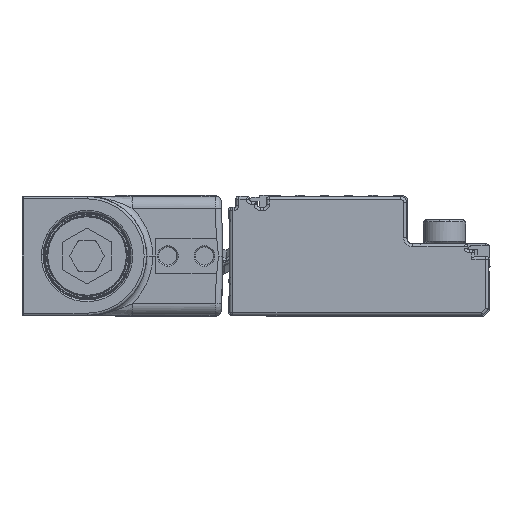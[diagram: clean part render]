
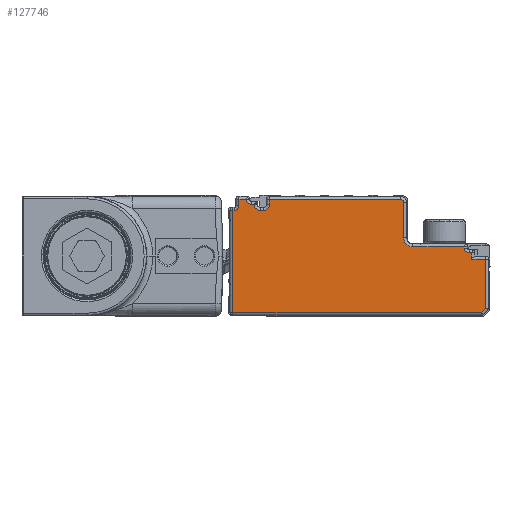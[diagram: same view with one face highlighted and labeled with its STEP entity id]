
A CAD part, left-side view. The second image highlights one B-rep face of the part: STEP entity #127746.
In plain terms, the highlighted planar face has unit normal (-1, 0, 0).
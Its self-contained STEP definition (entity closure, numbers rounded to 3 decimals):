
#125565=AXIS2_PLACEMENT_3D('Circle Axis2P3D',#125563,#125564,$) ;
#125636=AXIS2_PLACEMENT_3D('Circle Axis2P3D',#125634,#125635,$) ;
#125740=AXIS2_PLACEMENT_3D('Circle Axis2P3D',#125738,#125739,$) ;
#127640=AXIS2_PLACEMENT_3D('Plane Axis2P3D',#127637,#127638,#127639) ;
#127651=AXIS2_PLACEMENT_3D('Circle Axis2P3D',#127649,#127650,$) ;
#127672=AXIS2_PLACEMENT_3D('Circle Axis2P3D',#127670,#127671,$) ;
#127686=AXIS2_PLACEMENT_3D('Circle Axis2P3D',#127684,#127685,$) ;
#127705=AXIS2_PLACEMENT_3D('Circle Axis2P3D',#127703,#127704,$) ;
#125193=CARTESIAN_POINT('Vertex',(-378.,42.3,-7.3)) ;
#125216=CARTESIAN_POINT('Vertex',(-378.,1.407,-7.3)) ;
#125219=CARTESIAN_POINT('Line Origine',(-378.,23.168,-7.3)) ;
#125256=CARTESIAN_POINT('Vertex',(-378.,0.7,-6.593)) ;
#125259=CARTESIAN_POINT('Line Origine',(-378.,-1.246,-4.646)) ;
#125505=CARTESIAN_POINT('Line Origine',(-378.,21.5,11.3)) ;
#125509=CARTESIAN_POINT('Vertex',(-378.,40.1,11.3)) ;
#125511=CARTESIAN_POINT('Vertex',(-378.,41.3,11.3)) ;
#125563=CARTESIAN_POINT('Axis2P3D Location',(-378.,39.3,11.3)) ;
#125567=CARTESIAN_POINT('Vertex',(-378.,39.3,10.5)) ;
#125600=CARTESIAN_POINT('Vertex',(-378.,14.2,10.8)) ;
#125603=CARTESIAN_POINT('Line Origine',(-378.,14.2,2.)) ;
#125607=CARTESIAN_POINT('Vertex',(-378.,14.2,5.)) ;
#125634=CARTESIAN_POINT('Axis2P3D Location',(-378.,12.7,5.)) ;
#125638=CARTESIAN_POINT('Vertex',(-378.,12.7,3.5)) ;
#125666=CARTESIAN_POINT('Vertex',(-378.,4.2,3.5)) ;
#125674=CARTESIAN_POINT('Line Origine',(-378.,21.5,3.5)) ;
#125700=CARTESIAN_POINT('Line Origine',(-378.,4.2,2.)) ;
#125704=CARTESIAN_POINT('Vertex',(-378.,4.2,3.3)) ;
#125738=CARTESIAN_POINT('Axis2P3D Location',(-378.,3.4,3.3)) ;
#125742=CARTESIAN_POINT('Vertex',(-378.,3.4,2.5)) ;
#125770=CARTESIAN_POINT('Vertex',(-378.,3.,2.5)) ;
#125778=CARTESIAN_POINT('Line Origine',(-378.,21.5,2.5)) ;
#127594=CARTESIAN_POINT('Line Origine',(-378.,42.3,2.)) ;
#127598=CARTESIAN_POINT('Vertex',(-378.,42.3,9.5)) ;
#127622=CARTESIAN_POINT('Vertex',(-378.,0.7,1.5)) ;
#127625=CARTESIAN_POINT('Line Origine',(-378.,0.7,2.)) ;
#127637=CARTESIAN_POINT('Axis2P3D Location',(-378.,0.2,-7.8)) ;
#127642=CARTESIAN_POINT('Line Origine',(-378.,3.,2.)) ;
#127646=CARTESIAN_POINT('Vertex',(-378.,3.,1.5)) ;
#127649=CARTESIAN_POINT('Axis2P3D Location',(-378.,14.7,10.8)) ;
#127653=CARTESIAN_POINT('Vertex',(-378.,14.7,11.3)) ;
#127656=CARTESIAN_POINT('Line Origine',(-378.,25.5,11.3)) ;
#127660=CARTESIAN_POINT('Vertex',(-378.,36.3,11.3)) ;
#127663=CARTESIAN_POINT('Line Origine',(-378.,36.3,10.9)) ;
#127667=CARTESIAN_POINT('Vertex',(-378.,36.3,10.5)) ;
#127670=CARTESIAN_POINT('Axis2P3D Location',(-378.,37.3,10.5)) ;
#127674=CARTESIAN_POINT('Vertex',(-378.,37.3,9.5)) ;
#127677=CARTESIAN_POINT('Line Origine',(-378.,37.55,9.5)) ;
#127681=CARTESIAN_POINT('Vertex',(-378.,37.8,9.5)) ;
#127684=CARTESIAN_POINT('Axis2P3D Location',(-378.,37.8,10.5)) ;
#127688=CARTESIAN_POINT('Vertex',(-378.,38.8,10.5)) ;
#127691=CARTESIAN_POINT('Line Origine',(-378.,39.05,10.5)) ;
#127696=CARTESIAN_POINT('Line Origine',(-378.,41.3,10.8)) ;
#127700=CARTESIAN_POINT('Vertex',(-378.,41.3,10.3)) ;
#127703=CARTESIAN_POINT('Axis2P3D Location',(-378.,42.1,10.3)) ;
#127707=CARTESIAN_POINT('Vertex',(-378.,42.1,9.5)) ;
#127710=CARTESIAN_POINT('Line Origine',(-378.,42.2,9.5)) ;
#127715=CARTESIAN_POINT('Line Origine',(-378.,1.85,1.5)) ;
#125220=DIRECTION('Vector Direction',(0.,1.,0.)) ;
#125260=DIRECTION('Vector Direction',(0.,0.707,-0.707)) ;
#125506=DIRECTION('Vector Direction',(0.,-1.,0.)) ;
#125564=DIRECTION('Axis2P3D Direction',(1.,0.,0.)) ;
#125604=DIRECTION('Vector Direction',(0.,0.,-1.)) ;
#125635=DIRECTION('Axis2P3D Direction',(1.,0.,0.)) ;
#125675=DIRECTION('Vector Direction',(0.,-1.,0.)) ;
#125701=DIRECTION('Vector Direction',(0.,0.,1.)) ;
#125739=DIRECTION('Axis2P3D Direction',(1.,0.,0.)) ;
#125779=DIRECTION('Vector Direction',(0.,-1.,0.)) ;
#127595=DIRECTION('Vector Direction',(0.,0.,1.)) ;
#127626=DIRECTION('Vector Direction',(0.,0.,-1.)) ;
#127638=DIRECTION('Axis2P3D Direction',(-1.,0.,0.)) ;
#127639=DIRECTION('Axis2P3D XDirection',(0.,0.,1.)) ;
#127643=DIRECTION('Vector Direction',(0.,0.,1.)) ;
#127650=DIRECTION('Axis2P3D Direction',(-1.,0.,0.)) ;
#127657=DIRECTION('Vector Direction',(0.,1.,0.)) ;
#127664=DIRECTION('Vector Direction',(0.,0.,-1.)) ;
#127671=DIRECTION('Axis2P3D Direction',(-1.,0.,0.)) ;
#127678=DIRECTION('Vector Direction',(0.,1.,0.)) ;
#127685=DIRECTION('Axis2P3D Direction',(-1.,0.,0.)) ;
#127692=DIRECTION('Vector Direction',(0.,-1.,0.)) ;
#127697=DIRECTION('Vector Direction',(0.,0.,-1.)) ;
#127704=DIRECTION('Axis2P3D Direction',(-1.,0.,0.)) ;
#127711=DIRECTION('Vector Direction',(0.,1.,0.)) ;
#127716=DIRECTION('Vector Direction',(0.,1.,0.)) ;
#125221=VECTOR('Line Direction',#125220,1.) ;
#125261=VECTOR('Line Direction',#125260,1.) ;
#125507=VECTOR('Line Direction',#125506,1.) ;
#125605=VECTOR('Line Direction',#125604,1.) ;
#125676=VECTOR('Line Direction',#125675,1.) ;
#125702=VECTOR('Line Direction',#125701,1.) ;
#125780=VECTOR('Line Direction',#125779,1.) ;
#127596=VECTOR('Line Direction',#127595,1.) ;
#127627=VECTOR('Line Direction',#127626,1.) ;
#127644=VECTOR('Line Direction',#127643,1.) ;
#127658=VECTOR('Line Direction',#127657,1.) ;
#127665=VECTOR('Line Direction',#127664,1.) ;
#127679=VECTOR('Line Direction',#127678,1.) ;
#127693=VECTOR('Line Direction',#127692,1.) ;
#127698=VECTOR('Line Direction',#127697,1.) ;
#127712=VECTOR('Line Direction',#127711,1.) ;
#127717=VECTOR('Line Direction',#127716,1.) ;
#127721=ORIENTED_EDGE('',*,*,#127648,.T.) ;
#127722=ORIENTED_EDGE('',*,*,#125782,.T.) ;
#127723=ORIENTED_EDGE('',*,*,#125744,.T.) ;
#127724=ORIENTED_EDGE('',*,*,#125706,.T.) ;
#127725=ORIENTED_EDGE('',*,*,#125678,.T.) ;
#127726=ORIENTED_EDGE('',*,*,#125640,.T.) ;
#127727=ORIENTED_EDGE('',*,*,#125609,.T.) ;
#127728=ORIENTED_EDGE('',*,*,#127655,.T.) ;
#127729=ORIENTED_EDGE('',*,*,#127662,.T.) ;
#127730=ORIENTED_EDGE('',*,*,#127669,.T.) ;
#127731=ORIENTED_EDGE('',*,*,#127676,.T.) ;
#127732=ORIENTED_EDGE('',*,*,#127683,.T.) ;
#127733=ORIENTED_EDGE('',*,*,#127690,.T.) ;
#127734=ORIENTED_EDGE('',*,*,#127695,.T.) ;
#127735=ORIENTED_EDGE('',*,*,#125569,.T.) ;
#127736=ORIENTED_EDGE('',*,*,#125513,.T.) ;
#127737=ORIENTED_EDGE('',*,*,#127702,.T.) ;
#127738=ORIENTED_EDGE('',*,*,#127709,.T.) ;
#127739=ORIENTED_EDGE('',*,*,#127714,.T.) ;
#127740=ORIENTED_EDGE('',*,*,#127600,.T.) ;
#127741=ORIENTED_EDGE('',*,*,#125223,.T.) ;
#127742=ORIENTED_EDGE('',*,*,#125263,.T.) ;
#127743=ORIENTED_EDGE('',*,*,#127629,.T.) ;
#127744=ORIENTED_EDGE('',*,*,#127719,.T.) ;
#127746=ADVANCED_FACE('Brep With Voids',(#127745),#127641,.T.) ;
#125566=CIRCLE('generated circle',#125565,0.8) ;
#125637=CIRCLE('generated circle',#125636,1.5) ;
#125741=CIRCLE('generated circle',#125740,0.8) ;
#127652=CIRCLE('generated circle',#127651,0.5) ;
#127673=CIRCLE('generated circle',#127672,1.) ;
#127687=CIRCLE('generated circle',#127686,1.) ;
#127706=CIRCLE('generated circle',#127705,0.8) ;
#125223=EDGE_CURVE('',#125194,#125217,#125222,.F.) ;
#125263=EDGE_CURVE('',#125217,#125257,#125262,.F.) ;
#125513=EDGE_CURVE('',#125510,#125512,#125508,.F.) ;
#125569=EDGE_CURVE('',#125568,#125510,#125566,.T.) ;
#125609=EDGE_CURVE('',#125608,#125601,#125606,.F.) ;
#125640=EDGE_CURVE('',#125639,#125608,#125637,.T.) ;
#125678=EDGE_CURVE('',#125667,#125639,#125677,.F.) ;
#125706=EDGE_CURVE('',#125705,#125667,#125703,.T.) ;
#125744=EDGE_CURVE('',#125743,#125705,#125741,.T.) ;
#125782=EDGE_CURVE('',#125771,#125743,#125781,.F.) ;
#127600=EDGE_CURVE('',#127599,#125194,#127597,.F.) ;
#127629=EDGE_CURVE('',#125257,#127623,#127628,.F.) ;
#127648=EDGE_CURVE('',#127647,#125771,#127645,.T.) ;
#127655=EDGE_CURVE('',#125601,#127654,#127652,.T.) ;
#127662=EDGE_CURVE('',#127654,#127661,#127659,.T.) ;
#127669=EDGE_CURVE('',#127661,#127668,#127666,.T.) ;
#127676=EDGE_CURVE('',#127668,#127675,#127673,.F.) ;
#127683=EDGE_CURVE('',#127675,#127682,#127680,.T.) ;
#127690=EDGE_CURVE('',#127682,#127689,#127687,.F.) ;
#127695=EDGE_CURVE('',#127689,#125568,#127694,.F.) ;
#127702=EDGE_CURVE('',#125512,#127701,#127699,.T.) ;
#127709=EDGE_CURVE('',#127701,#127708,#127706,.F.) ;
#127714=EDGE_CURVE('',#127708,#127599,#127713,.T.) ;
#127719=EDGE_CURVE('',#127623,#127647,#127718,.T.) ;
#127720=EDGE_LOOP('',(#127721,#127722,#127723,#127724,#127725,#127726,#127727,#127728,#127729,#127730,#127731,#127732,#127733,#127734,#127735,#127736,#127737,#127738,#127739,#127740,#127741,#127742,#127743,#127744)) ;
#127745=FACE_OUTER_BOUND('',#127720,.T.) ;
#125222=LINE('Line',#125219,#125221) ;
#125262=LINE('Line',#125259,#125261) ;
#125508=LINE('Line',#125505,#125507) ;
#125606=LINE('Line',#125603,#125605) ;
#125677=LINE('Line',#125674,#125676) ;
#125703=LINE('Line',#125700,#125702) ;
#125781=LINE('Line',#125778,#125780) ;
#127597=LINE('Line',#127594,#127596) ;
#127628=LINE('Line',#127625,#127627) ;
#127645=LINE('Line',#127642,#127644) ;
#127659=LINE('Line',#127656,#127658) ;
#127666=LINE('Line',#127663,#127665) ;
#127680=LINE('Line',#127677,#127679) ;
#127694=LINE('Line',#127691,#127693) ;
#127699=LINE('Line',#127696,#127698) ;
#127713=LINE('Line',#127710,#127712) ;
#127718=LINE('Line',#127715,#127717) ;
#127641=PLANE('',#127640) ;
#125194=VERTEX_POINT('',#125193) ;
#125217=VERTEX_POINT('',#125216) ;
#125257=VERTEX_POINT('',#125256) ;
#125510=VERTEX_POINT('',#125509) ;
#125512=VERTEX_POINT('',#125511) ;
#125568=VERTEX_POINT('',#125567) ;
#125601=VERTEX_POINT('',#125600) ;
#125608=VERTEX_POINT('',#125607) ;
#125639=VERTEX_POINT('',#125638) ;
#125667=VERTEX_POINT('',#125666) ;
#125705=VERTEX_POINT('',#125704) ;
#125743=VERTEX_POINT('',#125742) ;
#125771=VERTEX_POINT('',#125770) ;
#127599=VERTEX_POINT('',#127598) ;
#127623=VERTEX_POINT('',#127622) ;
#127647=VERTEX_POINT('',#127646) ;
#127654=VERTEX_POINT('',#127653) ;
#127661=VERTEX_POINT('',#127660) ;
#127668=VERTEX_POINT('',#127667) ;
#127675=VERTEX_POINT('',#127674) ;
#127682=VERTEX_POINT('',#127681) ;
#127689=VERTEX_POINT('',#127688) ;
#127701=VERTEX_POINT('',#127700) ;
#127708=VERTEX_POINT('',#127707) ;
